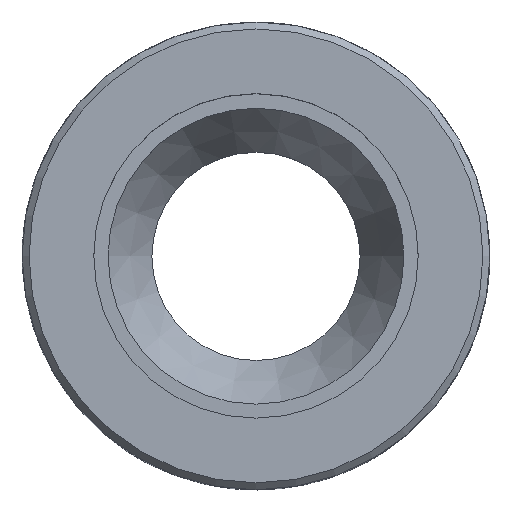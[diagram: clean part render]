
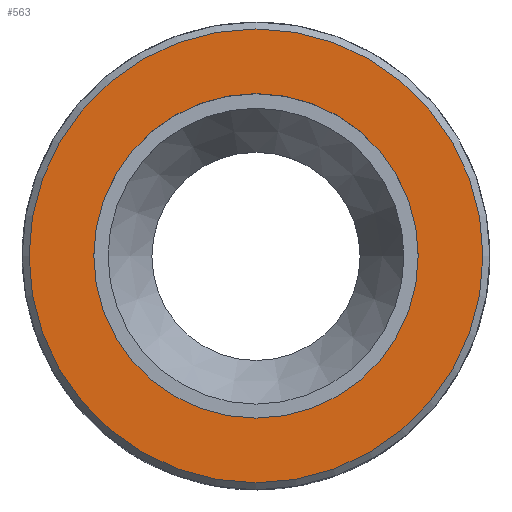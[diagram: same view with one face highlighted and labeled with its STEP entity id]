
A CAD part, top view. The second image highlights one B-rep face of the part: STEP entity #563.
In plain terms, the highlighted planar face has unit normal (0, 0, 1).
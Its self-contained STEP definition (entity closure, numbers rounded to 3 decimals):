
#81=ORIENTED_EDGE('',*,*,#179,.T.);
#82=ORIENTED_EDGE('',*,*,#180,.F.);
#179=EDGE_CURVE('',#228,#228,#265,.T.);
#180=EDGE_CURVE('',#229,#229,#266,.T.);
#228=VERTEX_POINT('',#774);
#229=VERTEX_POINT('',#776);
#265=CIRCLE('',#597,11.688);
#266=CIRCLE('',#598,16.35);
#284=EDGE_LOOP('',(#81));
#285=EDGE_LOOP('',(#82));
#324=FACE_BOUND('',#284,.T.);
#325=FACE_BOUND('',#285,.T.);
#363=PLANE('',#596);
#563=ADVANCED_FACE('',(#324,#325),#363,.F.);
#596=AXIS2_PLACEMENT_3D('',#772,#652,#653);
#597=AXIS2_PLACEMENT_3D('',#773,#654,#655);
#598=AXIS2_PLACEMENT_3D('',#775,#656,#657);
#652=DIRECTION('',(0.,0.,-1.));
#653=DIRECTION('',(-1.,0.,0.));
#654=DIRECTION('',(0.,0.,-1.));
#655=DIRECTION('',(1.,0.,0.));
#656=DIRECTION('',(0.,0.,-1.));
#657=DIRECTION('',(-1.,0.,0.));
#772=CARTESIAN_POINT('',(16.85,0.,21.7));
#773=CARTESIAN_POINT('',(0.,0.,21.7));
#774=CARTESIAN_POINT('',(11.688,0.,21.7));
#775=CARTESIAN_POINT('',(0.,0.,21.7));
#776=CARTESIAN_POINT('',(-16.35,0.,21.7));
